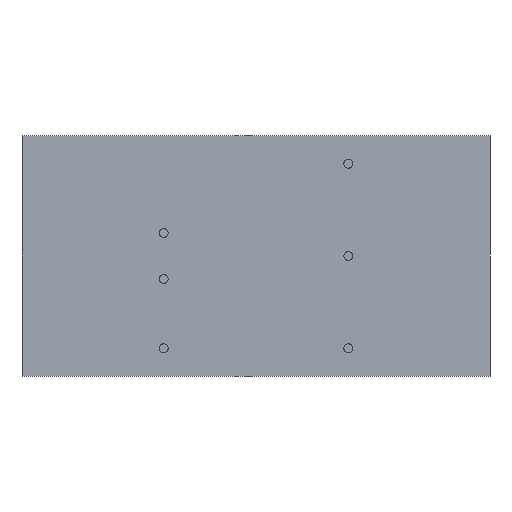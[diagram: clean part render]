
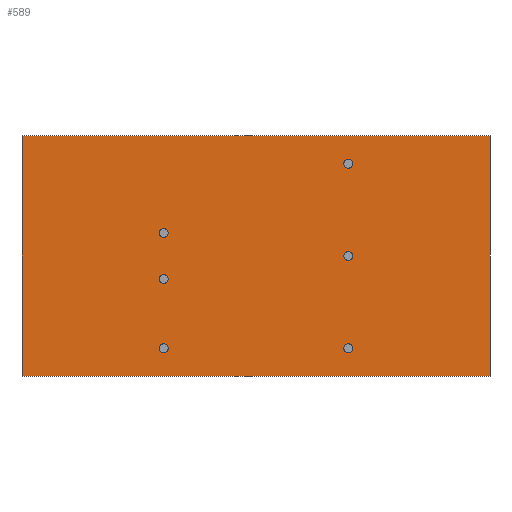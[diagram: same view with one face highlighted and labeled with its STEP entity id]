
A CAD part, front view. The second image highlights one B-rep face of the part: STEP entity #589.
In plain terms, the highlighted planar face has unit normal (0, -1, 0).
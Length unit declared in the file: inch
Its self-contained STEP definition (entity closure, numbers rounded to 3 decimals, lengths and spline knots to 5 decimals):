
#1 = DIRECTION ( 'NONE',  ( 0., 0., -1. ) ) ;
#21 = CARTESIAN_POINT ( 'NONE',  ( 0.614, 0., -0.9215 ) ) ;
#22 = VERTEX_POINT ( 'NONE', #402 ) ;
#28 = DIRECTION ( 'NONE',  ( 0., 0., -1. ) ) ;
#29 = ORIENTED_EDGE ( 'NONE', *, *, #132, .F. ) ;
#40 = ORIENTED_EDGE ( 'NONE', *, *, #471, .F. ) ;
#42 = EDGE_CURVE ( 'NONE', #440, #283, #307, .T. ) ;
#43 = DIRECTION ( 'NONE',  ( 0., 0., -1. ) ) ;
#44 = VERTEX_POINT ( 'NONE', #514 ) ;
#46 = EDGE_CURVE ( 'NONE', #220, #377, #179, .T. ) ;
#54 = CARTESIAN_POINT ( 'NONE',  ( 1.414, 0., -0.5215 ) ) ;
#57 = DIRECTION ( 'NONE',  ( 0., -1., 0. ) ) ;
#64 = AXIS2_PLACEMENT_3D ( 'NONE', #147, #204, #412 ) ;
#68 = EDGE_LOOP ( 'NONE', ( #40, #560 ) ) ;
#69 = AXIS2_PLACEMENT_3D ( 'NONE', #218, #429, #1 ) ;
#72 = AXIS2_PLACEMENT_3D ( 'NONE', #567, #238, #90 ) ;
#74 = VERTEX_POINT ( 'NONE', #243 ) ;
#79 = DIRECTION ( 'NONE',  ( 0., -1., 0. ) ) ;
#81 = CARTESIAN_POINT ( 'NONE',  ( 1.414, 0., -0.502 ) ) ;
#85 = VERTEX_POINT ( 'NONE', #81 ) ;
#89 = ORIENTED_EDGE ( 'NONE', *, *, #93, .F. ) ;
#90 = DIRECTION ( 'NONE',  ( 0., 0., -1. ) ) ;
#92 = ORIENTED_EDGE ( 'NONE', *, *, #107, .F. ) ;
#93 = EDGE_CURVE ( 'NONE', #406, #509, #186, .T. ) ;
#96 = EDGE_CURVE ( 'NONE', #142, #22, #598, .T. ) ;
#98 = CIRCLE ( 'NONE', #482, 0.0195 ) ;
#101 = DIRECTION ( 'NONE',  ( -1., 0., 0. ) ) ;
#102 = CIRCLE ( 'NONE', #64, 0.0195 ) ;
#103 = DIRECTION ( 'NONE',  ( 0., -1., 0. ) ) ;
#107 = EDGE_CURVE ( 'NONE', #22, #142, #691, .T. ) ;
#112 = LINE ( 'NONE', #366, #157 ) ;
#113 = EDGE_CURVE ( 'NONE', #44, #74, #278, .T. ) ;
#121 = CARTESIAN_POINT ( 'NONE',  ( 1.414, 0., -0.141 ) ) ;
#123 = CIRCLE ( 'NONE', #69, 0.0195 ) ;
#132 = EDGE_CURVE ( 'NONE', #377, #220, #98, .T. ) ;
#135 = ORIENTED_EDGE ( 'NONE', *, *, #209, .F. ) ;
#139 = CARTESIAN_POINT ( 'NONE',  ( 0., 0., -1.043 ) ) ;
#142 = VERTEX_POINT ( 'NONE', #575 ) ;
#144 = CARTESIAN_POINT ( 'NONE',  ( 0.614, 0., -0.602 ) ) ;
#147 = CARTESIAN_POINT ( 'NONE',  ( 0.614, 0., -0.4215 ) ) ;
#148 = FACE_BOUND ( 'NONE', #431, .T. ) ;
#154 = DIRECTION ( 'NONE',  ( 0., -1., 0. ) ) ;
#157 = VECTOR ( 'NONE', #582, 39.37008 ) ;
#159 = EDGE_CURVE ( 'NONE', #509, #440, #112, .T. ) ;
#166 = CIRCLE ( 'NONE', #202, 0.0195 ) ;
#172 = EDGE_CURVE ( 'NONE', #270, #85, #267, .T. ) ;
#175 = CARTESIAN_POINT ( 'NONE',  ( 2.028, 0., 0. ) ) ;
#178 = CIRCLE ( 'NONE', #355, 0.0195 ) ;
#179 = CIRCLE ( 'NONE', #72, 0.0195 ) ;
#183 = ORIENTED_EDGE ( 'NONE', *, *, #353, .F. ) ;
#186 = LINE ( 'NONE', #139, #543 ) ;
#189 = DIRECTION ( 'NONE',  ( 1., 0., 0. ) ) ;
#195 = DIRECTION ( 'NONE',  ( 0., 0., -1. ) ) ;
#198 = DIRECTION ( 'NONE',  ( 0., 0., -1. ) ) ;
#200 = CARTESIAN_POINT ( 'NONE',  ( 0., 0., 0. ) ) ;
#201 = ORIENTED_EDGE ( 'NONE', *, *, #113, .F. ) ;
#202 = AXIS2_PLACEMENT_3D ( 'NONE', #499, #236, #344 ) ;
#204 = DIRECTION ( 'NONE',  ( 0., -1., 0. ) ) ;
#209 = EDGE_CURVE ( 'NONE', #74, #44, #102, .T. ) ;
#218 = CARTESIAN_POINT ( 'NONE',  ( 0.614, 0., -0.9215 ) ) ;
#220 = VERTEX_POINT ( 'NONE', #121 ) ;
#235 = DIRECTION ( 'NONE',  ( 0., 0., -1. ) ) ;
#236 = DIRECTION ( 'NONE',  ( 0., -1., 0. ) ) ;
#238 = DIRECTION ( 'NONE',  ( 0., -1., 0. ) ) ;
#243 = CARTESIAN_POINT ( 'NONE',  ( 0.614, 0., -0.402 ) ) ;
#253 = FACE_OUTER_BOUND ( 'NONE', #274, .T. ) ;
#266 = DIRECTION ( 'NONE',  ( 0., -1., 0. ) ) ;
#267 = CIRCLE ( 'NONE', #360, 0.0195 ) ;
#270 = VERTEX_POINT ( 'NONE', #325 ) ;
#274 = EDGE_LOOP ( 'NONE', ( #428, #89, #183, #279 ) ) ;
#276 = CARTESIAN_POINT ( 'NONE',  ( 0.614, 0., -0.641 ) ) ;
#278 = CIRCLE ( 'NONE', #387, 0.0195 ) ;
#279 = ORIENTED_EDGE ( 'NONE', *, *, #42, .F. ) ;
#283 = VERTEX_POINT ( 'NONE', #175 ) ;
#288 = CARTESIAN_POINT ( 'NONE',  ( 1.414, 0., -0.102 ) ) ;
#294 = EDGE_LOOP ( 'NONE', ( #92, #339 ) ) ;
#304 = AXIS2_PLACEMENT_3D ( 'NONE', #678, #390, #620 ) ;
#306 = ORIENTED_EDGE ( 'NONE', *, *, #46, .F. ) ;
#307 = LINE ( 'NONE', #505, #333 ) ;
#311 = ORIENTED_EDGE ( 'NONE', *, *, #425, .F. ) ;
#317 = CARTESIAN_POINT ( 'NONE',  ( 0.614, 0., -0.6215 ) ) ;
#325 = CARTESIAN_POINT ( 'NONE',  ( 1.414, 0., -0.541 ) ) ;
#333 = VECTOR ( 'NONE', #189, 39.37008 ) ;
#336 = VERTEX_POINT ( 'NONE', #144 ) ;
#339 = ORIENTED_EDGE ( 'NONE', *, *, #96, .F. ) ;
#344 = DIRECTION ( 'NONE',  ( 0., 0., -1. ) ) ;
#346 = DIRECTION ( 'NONE',  ( 0., -1., 0. ) ) ;
#352 = VERTEX_POINT ( 'NONE', #439 ) ;
#353 = EDGE_CURVE ( 'NONE', #283, #406, #447, .T. ) ;
#355 = AXIS2_PLACEMENT_3D ( 'NONE', #21, #79, #28 ) ;
#356 = EDGE_CURVE ( 'NONE', #352, #588, #178, .T. ) ;
#358 = FACE_BOUND ( 'NONE', #444, .T. ) ;
#360 = AXIS2_PLACEMENT_3D ( 'NONE', #682, #57, #475 ) ;
#361 = DIRECTION ( 'NONE',  ( 0., -1., 0. ) ) ;
#363 = FACE_BOUND ( 'NONE', #68, .T. ) ;
#366 = CARTESIAN_POINT ( 'NONE',  ( 0., 0., 0. ) ) ;
#376 = CIRCLE ( 'NONE', #642, 0.0195 ) ;
#377 = VERTEX_POINT ( 'NONE', #288 ) ;
#387 = AXIS2_PLACEMENT_3D ( 'NONE', #446, #346, #686 ) ;
#390 = DIRECTION ( 'NONE',  ( 0., -1., 0. ) ) ;
#397 = ORIENTED_EDGE ( 'NONE', *, *, #679, .F. ) ;
#402 = CARTESIAN_POINT ( 'NONE',  ( 1.414, 0., -0.902 ) ) ;
#406 = VERTEX_POINT ( 'NONE', #656 ) ;
#408 = CARTESIAN_POINT ( 'NONE',  ( 0.614, 0., -0.902 ) ) ;
#411 = DIRECTION ( 'NONE',  ( 0., 0., -1. ) ) ;
#412 = DIRECTION ( 'NONE',  ( 0., 0., -1. ) ) ;
#425 = EDGE_CURVE ( 'NONE', #669, #336, #166, .T. ) ;
#428 = ORIENTED_EDGE ( 'NONE', *, *, #159, .F. ) ;
#429 = DIRECTION ( 'NONE',  ( 0., -1., 0. ) ) ;
#431 = EDGE_LOOP ( 'NONE', ( #397, #534 ) ) ;
#439 = CARTESIAN_POINT ( 'NONE',  ( 0.614, 0., -0.941 ) ) ;
#440 = VERTEX_POINT ( 'NONE', #558 ) ;
#444 = EDGE_LOOP ( 'NONE', ( #453, #311 ) ) ;
#446 = CARTESIAN_POINT ( 'NONE',  ( 0.614, 0., -0.4215 ) ) ;
#447 = LINE ( 'NONE', #671, #625 ) ;
#453 = ORIENTED_EDGE ( 'NONE', *, *, #578, .F. ) ;
#454 = AXIS2_PLACEMENT_3D ( 'NONE', #605, #553, #235 ) ;
#462 = PLANE ( 'NONE',  #673 ) ;
#471 = EDGE_CURVE ( 'NONE', #85, #270, #376, .T. ) ;
#475 = DIRECTION ( 'NONE',  ( 0., 0., -1. ) ) ;
#482 = AXIS2_PLACEMENT_3D ( 'NONE', #629, #266, #579 ) ;
#499 = CARTESIAN_POINT ( 'NONE',  ( 0.614, 0., -0.6215 ) ) ;
#505 = CARTESIAN_POINT ( 'NONE',  ( 0., 0., 0. ) ) ;
#509 = VERTEX_POINT ( 'NONE', #520 ) ;
#514 = CARTESIAN_POINT ( 'NONE',  ( 0.614, 0., -0.441 ) ) ;
#520 = CARTESIAN_POINT ( 'NONE',  ( 0., 0., -1.043 ) ) ;
#534 = ORIENTED_EDGE ( 'NONE', *, *, #356, .F. ) ;
#543 = VECTOR ( 'NONE', #101, 39.37008 ) ;
#545 = EDGE_LOOP ( 'NONE', ( #29, #306 ) ) ;
#553 = DIRECTION ( 'NONE',  ( 0., -1., 0. ) ) ;
#558 = CARTESIAN_POINT ( 'NONE',  ( 0., 0., 0. ) ) ;
#560 = ORIENTED_EDGE ( 'NONE', *, *, #172, .F. ) ;
#567 = CARTESIAN_POINT ( 'NONE',  ( 1.414, 0., -0.1215 ) ) ;
#568 = FACE_BOUND ( 'NONE', #615, .T. ) ;
#575 = CARTESIAN_POINT ( 'NONE',  ( 1.414, 0., -0.941 ) ) ;
#578 = EDGE_CURVE ( 'NONE', #336, #669, #635, .T. ) ;
#579 = DIRECTION ( 'NONE',  ( 0., 0., -1. ) ) ;
#580 = AXIS2_PLACEMENT_3D ( 'NONE', #317, #103, #198 ) ;
#582 = DIRECTION ( 'NONE',  ( 0., 0., 1. ) ) ;
#588 = VERTEX_POINT ( 'NONE', #408 ) ;
#589 = ADVANCED_FACE ( 'NONE', ( #621, #148, #358, #363, #628, #568, #253 ), #462, .T. ) ;
#598 = CIRCLE ( 'NONE', #304, 0.0195 ) ;
#605 = CARTESIAN_POINT ( 'NONE',  ( 1.414, 0., -0.9215 ) ) ;
#615 = EDGE_LOOP ( 'NONE', ( #135, #201 ) ) ;
#620 = DIRECTION ( 'NONE',  ( 0., 0., -1. ) ) ;
#621 = FACE_BOUND ( 'NONE', #294, .T. ) ;
#625 = VECTOR ( 'NONE', #195, 39.37008 ) ;
#628 = FACE_BOUND ( 'NONE', #545, .T. ) ;
#629 = CARTESIAN_POINT ( 'NONE',  ( 1.414, 0., -0.1215 ) ) ;
#635 = CIRCLE ( 'NONE', #580, 0.0195 ) ;
#642 = AXIS2_PLACEMENT_3D ( 'NONE', #54, #361, #43 ) ;
#656 = CARTESIAN_POINT ( 'NONE',  ( 2.028, 0., -1.043 ) ) ;
#669 = VERTEX_POINT ( 'NONE', #276 ) ;
#671 = CARTESIAN_POINT ( 'NONE',  ( 2.028, 0., 0. ) ) ;
#673 = AXIS2_PLACEMENT_3D ( 'NONE', #200, #154, #411 ) ;
#678 = CARTESIAN_POINT ( 'NONE',  ( 1.414, 0., -0.9215 ) ) ;
#679 = EDGE_CURVE ( 'NONE', #588, #352, #123, .T. ) ;
#682 = CARTESIAN_POINT ( 'NONE',  ( 1.414, 0., -0.5215 ) ) ;
#686 = DIRECTION ( 'NONE',  ( 0., 0., -1. ) ) ;
#691 = CIRCLE ( 'NONE', #454, 0.0195 ) ;
